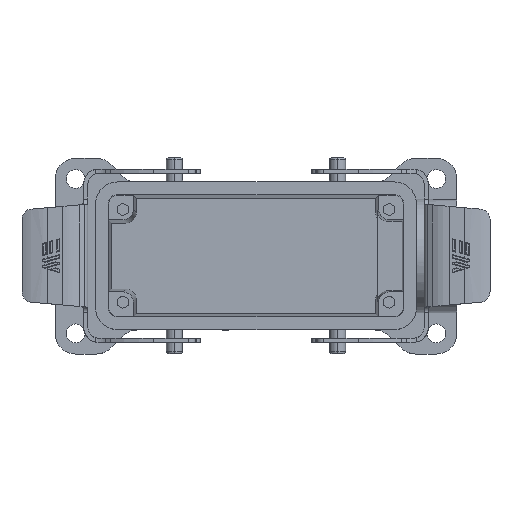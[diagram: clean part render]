
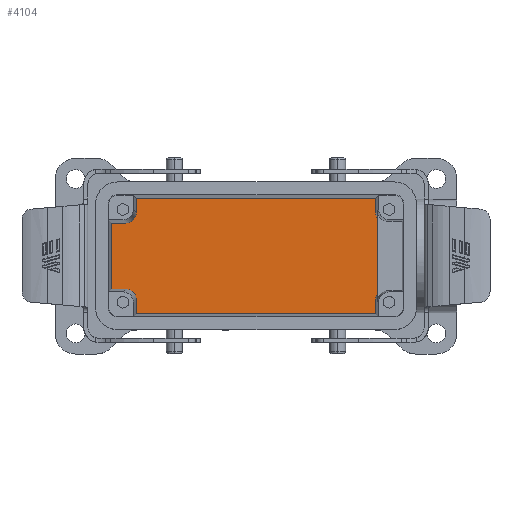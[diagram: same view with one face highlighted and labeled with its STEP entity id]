
A CAD part, top view. The second image highlights one B-rep face of the part: STEP entity #4104.
In plain terms, the highlighted planar face has unit normal (0, 0, 1).
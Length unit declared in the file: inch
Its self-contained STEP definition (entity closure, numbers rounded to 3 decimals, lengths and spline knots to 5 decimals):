
#48 = ORIENTED_EDGE ( 'NONE', *, *, #2795, .T. ) ;
#156 = CARTESIAN_POINT ( 'NONE',  ( -1.37381, -0.59055, 0.15748 ) ) ;
#183 = ORIENTED_EDGE ( 'NONE', *, *, #4568, .T. ) ;
#353 = CARTESIAN_POINT ( 'NONE',  ( 1.39374, 0.43215, 0.15748 ) ) ;
#467 = VERTEX_POINT ( 'NONE', #17904 ) ;
#506 = VECTOR ( 'NONE', #7467, 39.37008 ) ;
#508 = CARTESIAN_POINT ( 'NONE',  ( 1.37381, -0.4978, 0.15748 ) ) ;
#620 = CARTESIAN_POINT ( 'NONE',  ( 1.58465, 0.66333, 0.15748 ) ) ;
#885 = CARTESIAN_POINT ( 'NONE',  ( 1.39374, -0.43215, 0.15748 ) ) ;
#1210 = VERTEX_POINT ( 'NONE', #6118 ) ;
#1254 = EDGE_CURVE ( 'NONE', #9168, #13762, #4705, .T. ) ;
#1436 = LINE ( 'NONE', #156, #3337 ) ;
#1665 = CARTESIAN_POINT ( 'NONE',  ( 1.58465, 0.37971, 0.15748 ) ) ;
#1675 = ORIENTED_EDGE ( 'NONE', *, *, #2017, .F. ) ;
#1814 = DIRECTION ( 'NONE',  ( 0., -1., 0. ) ) ;
#2017 = EDGE_CURVE ( 'NONE', #2098, #6005, #13199, .T. ) ;
#2098 = VERTEX_POINT ( 'NONE', #11722 ) ;
#2207 = EDGE_CURVE ( 'NONE', #1210, #9168, #16786, .T. ) ;
#2293 = CARTESIAN_POINT ( 'NONE',  ( -1.42272, -0.37971, 0.15748 ) ) ;
#2333 = CARTESIAN_POINT ( 'NONE',  ( -1.37381, -0.4978, 0.15748 ) ) ;
#2336 = VERTEX_POINT ( 'NONE', #4681 ) ;
#2566 = ORIENTED_EDGE ( 'NONE', *, *, #11115, .T. ) ;
#2567 = AXIS2_PLACEMENT_3D ( 'NONE', #9718, #10920, #15192 ) ;
#2795 = EDGE_CURVE ( 'NONE', #17990, #1210, #6103, .T. ) ;
#2975 = CARTESIAN_POINT ( 'NONE',  ( 1.39374, -0.59055, 0.15748 ) ) ;
#3104 = EDGE_CURVE ( 'NONE', #7375, #467, #14272, .T. ) ;
#3194 = VERTEX_POINT ( 'NONE', #885 ) ;
#3195 = VECTOR ( 'NONE', #1814, 39.37008 ) ;
#3236 = DIRECTION ( 'NONE',  ( 0., 1., 0. ) ) ;
#3337 = VECTOR ( 'NONE', #11533, 39.37008 ) ;
#3895 = DIRECTION ( 'NONE',  ( 0., 1., 0. ) ) ;
#4104 = ADVANCED_FACE ( 'NONE', ( #5177 ), #6808, .T. ) ;
#4112 = EDGE_CURVE ( 'NONE', #467, #9992, #16344, .T. ) ;
#4453 = EDGE_CURVE ( 'NONE', #14312, #7375, #13077, .T. ) ;
#4532 = LINE ( 'NONE', #9978, #16129 ) ;
#4568 = EDGE_CURVE ( 'NONE', #2336, #7317, #5339, .T. ) ;
#4573 = CARTESIAN_POINT ( 'NONE',  ( -1.65743, 0.70079, 0.15748 ) ) ;
#4630 = CARTESIAN_POINT ( 'NONE',  ( 1.38065, 0.45172, 0.15748 ) ) ;
#4681 = CARTESIAN_POINT ( 'NONE',  ( 1.37381, -0.66333, 0.15748 ) ) ;
#4705 =( BOUNDED_CURVE ( )  B_SPLINE_CURVE ( 3, ( #14754, #2293, #17578, #9109 ),
 .UNSPECIFIED., .F., .T. ) 
 B_SPLINE_CURVE_WITH_KNOTS ( ( 4, 4 ),
 ( 2.35635, 3.92684 ),
 .UNSPECIFIED. ) 
 CURVE ( )  GEOMETRIC_REPRESENTATION_ITEM ( )  RATIONAL_B_SPLINE_CURVE ( ( 1., 0.805, 0.805, 1. ) ) 
 REPRESENTATION_ITEM ( '' )  );
#5059 = CARTESIAN_POINT ( 'NONE',  ( -1.65743, 0.37971, 0.15748 ) ) ;
#5177 = FACE_OUTER_BOUND ( 'NONE', #9590, .T. ) ;
#5339 = LINE ( 'NONE', #9611, #14488 ) ;
#5678 = EDGE_CURVE ( 'NONE', #13762, #12611, #1436, .T. ) ;
#6005 = VERTEX_POINT ( 'NONE', #16613 ) ;
#6065 = DIRECTION ( 'NONE',  ( 0., 1., 0. ) ) ;
#6103 = LINE ( 'NONE', #4573, #506 ) ;
#6118 = CARTESIAN_POINT ( 'NONE',  ( -1.65743, -0.37971, 0.15748 ) ) ;
#6261 = ORIENTED_EDGE ( 'NONE', *, *, #16716, .T. ) ;
#6808 = PLANE ( 'NONE',  #2567 ) ;
#6887 = CARTESIAN_POINT ( 'NONE',  ( 1.37381, 0.66333, 0.15748 ) ) ;
#7317 = VERTEX_POINT ( 'NONE', #508 ) ;
#7375 = VERTEX_POINT ( 'NONE', #8775 ) ;
#7467 = DIRECTION ( 'NONE',  ( 0., -1., 0. ) ) ;
#8017 = ORIENTED_EDGE ( 'NONE', *, *, #1254, .T. ) ;
#8505 = LINE ( 'NONE', #2975, #10367 ) ;
#8775 = CARTESIAN_POINT ( 'NONE',  ( -1.37381, 0.66333, 0.15748 ) ) ;
#8983 = DIRECTION ( 'NONE',  ( -1., 0., 0. ) ) ;
#9109 = CARTESIAN_POINT ( 'NONE',  ( -1.37381, -0.4978, 0.15748 ) ) ;
#9168 = VERTEX_POINT ( 'NONE', #14475 ) ;
#9259 =( BOUNDED_CURVE ( )  B_SPLINE_CURVE ( 3, ( #16644, #9719, #13914, #9462 ),
 .UNSPECIFIED., .F., .T. ) 
 B_SPLINE_CURVE_WITH_KNOTS ( ( 4, 4 ),
 ( 2.35635, 2.94571 ),
 .UNSPECIFIED. ) 
 CURVE ( )  GEOMETRIC_REPRESENTATION_ITEM ( )  RATIONAL_B_SPLINE_CURVE ( ( 1., 0.971, 0.971, 1. ) ) 
 REPRESENTATION_ITEM ( '' )  );
#9462 = CARTESIAN_POINT ( 'NONE',  ( 1.39374, -0.43215, 0.15748 ) ) ;
#9546 = CARTESIAN_POINT ( 'NONE',  ( -1.37381, 0.4978, 0.15748 ) ) ;
#9590 = EDGE_LOOP ( 'NONE', ( #11855, #183, #2566, #6261, #1675, #13178, #12749, #10274, #15795, #9785, #48, #17397, #8017, #16988 ) ) ;
#9611 = CARTESIAN_POINT ( 'NONE',  ( 1.37381, -0.59055, 0.15748 ) ) ;
#9628 = CARTESIAN_POINT ( 'NONE',  ( -1.4919, 0.37971, 0.15748 ) ) ;
#9718 = CARTESIAN_POINT ( 'NONE',  ( 1.58465, -0.59055, 0.15748 ) ) ;
#9719 = CARTESIAN_POINT ( 'NONE',  ( 1.37381, -0.47426, 0.15748 ) ) ;
#9785 = ORIENTED_EDGE ( 'NONE', *, *, #10136, .T. ) ;
#9978 = CARTESIAN_POINT ( 'NONE',  ( 1.37381, -0.59055, 0.15748 ) ) ;
#9992 = VERTEX_POINT ( 'NONE', #13042 ) ;
#10026 = DIRECTION ( 'NONE',  ( -1., 0., 0. ) ) ;
#10136 = EDGE_CURVE ( 'NONE', #9992, #17990, #11225, .T. ) ;
#10274 = ORIENTED_EDGE ( 'NONE', *, *, #3104, .T. ) ;
#10333 = VECTOR ( 'NONE', #10640, 39.37008 ) ;
#10367 = VECTOR ( 'NONE', #3236, 39.37008 ) ;
#10640 = DIRECTION ( 'NONE',  ( 1., 0., 0. ) ) ;
#10701 = CARTESIAN_POINT ( 'NONE',  ( -1.37381, -0.66333, 0.15748 ) ) ;
#10735 = LINE ( 'NONE', #14736, #10333 ) ;
#10887 = EDGE_CURVE ( 'NONE', #12611, #2336, #10735, .T. ) ;
#10920 = DIRECTION ( 'NONE',  ( 0., 0., 1. ) ) ;
#10952 = VECTOR ( 'NONE', #15509, 39.37008 ) ;
#11115 = EDGE_CURVE ( 'NONE', #7317, #3194, #9259, .T. ) ;
#11225 = LINE ( 'NONE', #1665, #11630 ) ;
#11533 = DIRECTION ( 'NONE',  ( 0., -1., 0. ) ) ;
#11552 = CARTESIAN_POINT ( 'NONE',  ( -1.37381, -0.59055, 0.15748 ) ) ;
#11630 = VECTOR ( 'NONE', #10026, 39.37008 ) ;
#11722 = CARTESIAN_POINT ( 'NONE',  ( 1.37381, 0.4978, 0.15748 ) ) ;
#11855 = ORIENTED_EDGE ( 'NONE', *, *, #10887, .T. ) ;
#12099 = CARTESIAN_POINT ( 'NONE',  ( -1.37381, 0.42862, 0.15748 ) ) ;
#12154 = VECTOR ( 'NONE', #8983, 39.37008 ) ;
#12611 = VERTEX_POINT ( 'NONE', #10701 ) ;
#12749 = ORIENTED_EDGE ( 'NONE', *, *, #4453, .T. ) ;
#12821 = CARTESIAN_POINT ( 'NONE',  ( 1.37381, 0.4978, 0.15748 ) ) ;
#12994 = CARTESIAN_POINT ( 'NONE',  ( 1.37381, 0.47426, 0.15748 ) ) ;
#13042 = CARTESIAN_POINT ( 'NONE',  ( -1.4919, 0.37971, 0.15748 ) ) ;
#13077 = LINE ( 'NONE', #620, #12154 ) ;
#13178 = ORIENTED_EDGE ( 'NONE', *, *, #15538, .T. ) ;
#13199 =( BOUNDED_CURVE ( )  B_SPLINE_CURVE ( 3, ( #12821, #12994, #4630, #353 ),
 .UNSPECIFIED., .F., .T. ) 
 B_SPLINE_CURVE_WITH_KNOTS ( ( 4, 4 ),
 ( 2.35635, 2.94571 ),
 .UNSPECIFIED. ) 
 CURVE ( )  GEOMETRIC_REPRESENTATION_ITEM ( )  RATIONAL_B_SPLINE_CURVE ( ( 1., 0.971, 0.971, 1. ) ) 
 REPRESENTATION_ITEM ( '' )  );
#13762 = VERTEX_POINT ( 'NONE', #2333 ) ;
#13870 = CARTESIAN_POINT ( 'NONE',  ( 1.58465, -0.37971, 0.15748 ) ) ;
#13914 = CARTESIAN_POINT ( 'NONE',  ( 1.38065, -0.45172, 0.15748 ) ) ;
#14272 = LINE ( 'NONE', #11552, #3195 ) ;
#14312 = VERTEX_POINT ( 'NONE', #6887 ) ;
#14475 = CARTESIAN_POINT ( 'NONE',  ( -1.4919, -0.37971, 0.15748 ) ) ;
#14488 = VECTOR ( 'NONE', #3895, 39.37008 ) ;
#14736 = CARTESIAN_POINT ( 'NONE',  ( 1.58465, -0.66333, 0.15748 ) ) ;
#14754 = CARTESIAN_POINT ( 'NONE',  ( -1.4919, -0.37971, 0.15748 ) ) ;
#15192 = DIRECTION ( 'NONE',  ( 1., 0., 0. ) ) ;
#15509 = DIRECTION ( 'NONE',  ( 1., 0., 0. ) ) ;
#15538 = EDGE_CURVE ( 'NONE', #2098, #14312, #4532, .T. ) ;
#15795 = ORIENTED_EDGE ( 'NONE', *, *, #4112, .T. ) ;
#16129 = VECTOR ( 'NONE', #6065, 39.37008 ) ;
#16284 = CARTESIAN_POINT ( 'NONE',  ( -1.42272, 0.37971, 0.15748 ) ) ;
#16344 =( BOUNDED_CURVE ( )  B_SPLINE_CURVE ( 3, ( #9546, #12099, #16284, #9628 ),
 .UNSPECIFIED., .F., .F. ) 
 B_SPLINE_CURVE_WITH_KNOTS ( ( 4, 4 ),
 ( 2.35635, 3.92684 ),
 .UNSPECIFIED. ) 
 CURVE ( )  GEOMETRIC_REPRESENTATION_ITEM ( )  RATIONAL_B_SPLINE_CURVE ( ( 1., 0.805, 0.805, 1. ) ) 
 REPRESENTATION_ITEM ( '' )  );
#16613 = CARTESIAN_POINT ( 'NONE',  ( 1.39374, 0.43215, 0.15748 ) ) ;
#16644 = CARTESIAN_POINT ( 'NONE',  ( 1.37381, -0.4978, 0.15748 ) ) ;
#16716 = EDGE_CURVE ( 'NONE', #3194, #6005, #8505, .T. ) ;
#16786 = LINE ( 'NONE', #13870, #10952 ) ;
#16988 = ORIENTED_EDGE ( 'NONE', *, *, #5678, .T. ) ;
#17397 = ORIENTED_EDGE ( 'NONE', *, *, #2207, .T. ) ;
#17578 = CARTESIAN_POINT ( 'NONE',  ( -1.37381, -0.42862, 0.15748 ) ) ;
#17904 = CARTESIAN_POINT ( 'NONE',  ( -1.37381, 0.4978, 0.15748 ) ) ;
#17990 = VERTEX_POINT ( 'NONE', #5059 ) ;
